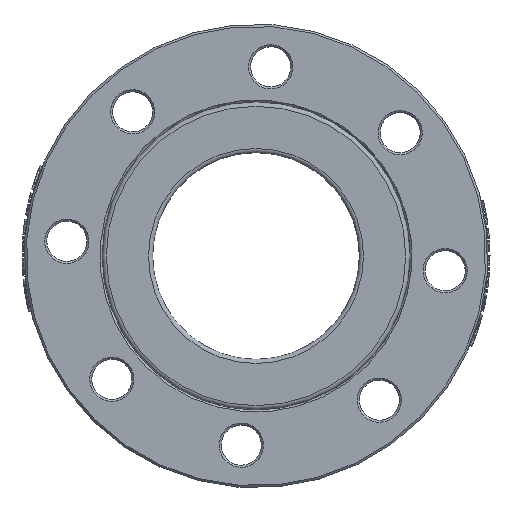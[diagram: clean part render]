
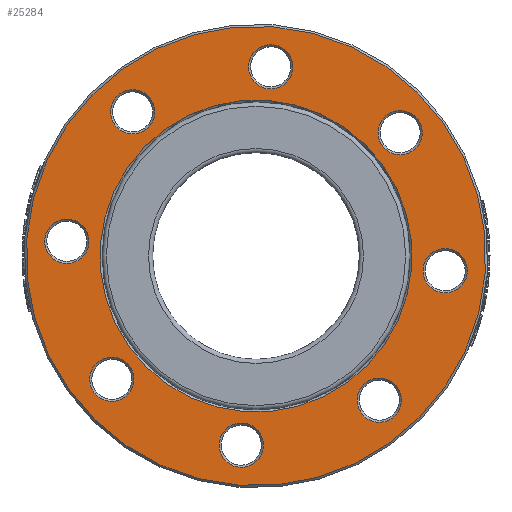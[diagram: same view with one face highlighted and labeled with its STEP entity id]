
A CAD part, left-side view. The second image highlights one B-rep face of the part: STEP entity #25284.
In plain terms, the highlighted planar face has unit normal (-1, 0, 0).
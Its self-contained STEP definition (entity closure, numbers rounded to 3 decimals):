
#5534=FACE_BOUND('',#8197,.T.);
#5535=FACE_BOUND('',#8198,.T.);
#5536=FACE_BOUND('',#8199,.T.);
#5537=FACE_BOUND('',#8200,.T.);
#5538=FACE_BOUND('',#8201,.T.);
#5539=FACE_BOUND('',#8202,.T.);
#5540=FACE_BOUND('',#8203,.T.);
#5541=FACE_BOUND('',#8204,.T.);
#5542=FACE_BOUND('',#8205,.T.);
#6568=FACE_OUTER_BOUND('',#8196,.T.);
#8196=EDGE_LOOP('',(#20118));
#8197=EDGE_LOOP('',(#20119));
#8198=EDGE_LOOP('',(#20120));
#8199=EDGE_LOOP('',(#20121));
#8200=EDGE_LOOP('',(#20122));
#8201=EDGE_LOOP('',(#20123));
#8202=EDGE_LOOP('',(#20124));
#8203=EDGE_LOOP('',(#20125));
#8204=EDGE_LOOP('',(#20126));
#8205=EDGE_LOOP('',(#20127));
#9169=CIRCLE('',#26740,109.);
#9173=CIRCLE('',#26747,10.5);
#9175=CIRCLE('',#26750,10.5);
#9177=CIRCLE('',#26753,10.5);
#9179=CIRCLE('',#26756,10.5);
#9188=CIRCLE('',#26774,74.);
#9190=CIRCLE('',#26777,10.5);
#9192=CIRCLE('',#26780,10.5);
#9194=CIRCLE('',#26783,10.5);
#9201=CIRCLE('',#26797,10.5);
#11011=VERTEX_POINT('',#49877);
#11022=VERTEX_POINT('',#49937);
#11024=VERTEX_POINT('',#49942);
#11026=VERTEX_POINT('',#49947);
#11028=VERTEX_POINT('',#49952);
#11037=VERTEX_POINT('',#49979);
#11039=VERTEX_POINT('',#49984);
#11041=VERTEX_POINT('',#49989);
#11043=VERTEX_POINT('',#49994);
#11050=VERTEX_POINT('',#50015);
#14167=EDGE_CURVE('',#11011,#11011,#9169,.T.);
#14178=EDGE_CURVE('',#11022,#11022,#9173,.T.);
#14180=EDGE_CURVE('',#11024,#11024,#9175,.T.);
#14182=EDGE_CURVE('',#11026,#11026,#9177,.T.);
#14184=EDGE_CURVE('',#11028,#11028,#9179,.T.);
#14193=EDGE_CURVE('',#11037,#11037,#9188,.T.);
#14195=EDGE_CURVE('',#11039,#11039,#9190,.T.);
#14197=EDGE_CURVE('',#11041,#11041,#9192,.T.);
#14199=EDGE_CURVE('',#11043,#11043,#9194,.T.);
#14206=EDGE_CURVE('',#11050,#11050,#9201,.T.);
#20118=ORIENTED_EDGE('',*,*,#14167,.F.);
#20119=ORIENTED_EDGE('',*,*,#14199,.F.);
#20120=ORIENTED_EDGE('',*,*,#14195,.F.);
#20121=ORIENTED_EDGE('',*,*,#14184,.F.);
#20122=ORIENTED_EDGE('',*,*,#14180,.F.);
#20123=ORIENTED_EDGE('',*,*,#14178,.F.);
#20124=ORIENTED_EDGE('',*,*,#14182,.F.);
#20125=ORIENTED_EDGE('',*,*,#14193,.F.);
#20126=ORIENTED_EDGE('',*,*,#14197,.F.);
#20127=ORIENTED_EDGE('',*,*,#14206,.F.);
#22750=PLANE('',#26796);
#25284=ADVANCED_FACE('',(#6568,#5534,#5535,#5536,#5537,#5538,#5539,#5540,
#5541,#5542),#22750,.T.);
#26740=AXIS2_PLACEMENT_3D('',#49878,#30340,#30341);
#26747=AXIS2_PLACEMENT_3D('',#49938,#30354,#30355);
#26750=AXIS2_PLACEMENT_3D('',#49943,#30360,#30361);
#26753=AXIS2_PLACEMENT_3D('',#49948,#30366,#30367);
#26756=AXIS2_PLACEMENT_3D('',#49953,#30372,#30373);
#26774=AXIS2_PLACEMENT_3D('',#49980,#30408,#30409);
#26777=AXIS2_PLACEMENT_3D('',#49985,#30414,#30415);
#26780=AXIS2_PLACEMENT_3D('',#49990,#30420,#30421);
#26783=AXIS2_PLACEMENT_3D('',#49995,#30426,#30427);
#26796=AXIS2_PLACEMENT_3D('',#50014,#30452,#30453);
#26797=AXIS2_PLACEMENT_3D('',#50016,#30454,#30455);
#30340=DIRECTION('center_axis',(1.,0.,0.));
#30341=DIRECTION('ref_axis',(0.,0.997,0.078));
#30354=DIRECTION('center_axis',(-1.,0.,0.));
#30355=DIRECTION('ref_axis',(0.,0.997,0.078));
#30360=DIRECTION('center_axis',(-1.,0.,0.));
#30361=DIRECTION('ref_axis',(0.,0.76,-0.65));
#30366=DIRECTION('center_axis',(-1.,0.,0.));
#30367=DIRECTION('ref_axis',(0.,0.078,-0.997));
#30372=DIRECTION('center_axis',(-1.,0.,0.));
#30373=DIRECTION('ref_axis',(0.,-0.65,-0.76));
#30408=DIRECTION('center_axis',(-1.,0.,0.));
#30409=DIRECTION('ref_axis',(0.,0.997,0.078));
#30414=DIRECTION('center_axis',(-1.,0.,0.));
#30415=DIRECTION('ref_axis',(0.,0.65,0.76));
#30420=DIRECTION('center_axis',(-1.,0.,0.));
#30421=DIRECTION('ref_axis',(0.,-0.078,0.997));
#30426=DIRECTION('center_axis',(-1.,0.,0.));
#30427=DIRECTION('ref_axis',(0.,-0.76,0.65));
#30452=DIRECTION('center_axis',(-1.,0.,0.));
#30453=DIRECTION('ref_axis',(0.,-0.997,-0.078));
#30454=DIRECTION('center_axis',(-1.,0.,0.));
#30455=DIRECTION('ref_axis',(0.,-0.997,-0.078));
#49877=CARTESIAN_POINT('',(-32.171,-103.596,-8.468));
#49878=CARTESIAN_POINT('Origin',(-32.171,5.075,0.));
#49937=CARTESIAN_POINT('',(-32.171,53.109,67.576));
#49938=CARTESIAN_POINT('Origin',(-32.171,63.578,68.391));
#49942=CARTESIAN_POINT('',(-32.171,86.824,13.817));
#49943=CARTESIAN_POINT('Origin',(-32.171,94.803,6.992));
#49947=CARTESIAN_POINT('',(-32.171,72.65,-48.035));
#49948=CARTESIAN_POINT('Origin',(-32.171,73.466,-58.503));
#49952=CARTESIAN_POINT('',(-32.171,18.892,-81.749));
#49953=CARTESIAN_POINT('Origin',(-32.171,12.067,-89.728));
#49979=CARTESIAN_POINT('',(-32.171,-68.702,-5.749));
#49980=CARTESIAN_POINT('Origin',(-32.171,5.075,0.));
#49984=CARTESIAN_POINT('',(-32.171,-8.743,81.749));
#49985=CARTESIAN_POINT('Origin',(-32.171,-1.917,89.728));
#49989=CARTESIAN_POINT('',(-32.171,-62.501,48.035));
#49990=CARTESIAN_POINT('Origin',(-32.171,-63.317,58.503));
#49994=CARTESIAN_POINT('',(-32.171,-76.674,-13.817));
#49995=CARTESIAN_POINT('Origin',(-32.171,-84.653,-6.992));
#50014=CARTESIAN_POINT('Origin',(-32.171,5.075,0.));
#50015=CARTESIAN_POINT('',(-32.171,-42.96,-67.576));
#50016=CARTESIAN_POINT('Origin',(-32.171,-53.428,-68.391));
